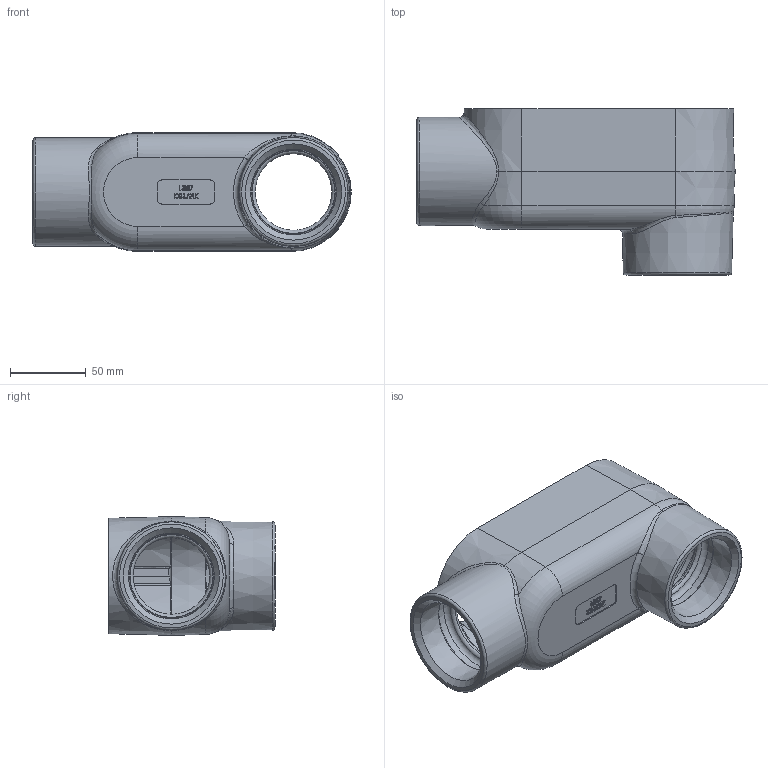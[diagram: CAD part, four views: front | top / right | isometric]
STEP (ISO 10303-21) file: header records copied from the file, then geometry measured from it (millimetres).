
FILE_DESCRIPTION(/* description */ (''),/* implementation_level */ '2;1');
FILE_NAME(/* name */ 'KIL_LB67.stp',/* time_stamp */ '2019-02-15T13:29:10+06:00',/* author */ ('avenkatesan'),/* organization */ (''),/* preprocessor_version */ 'ST-DEVELOPER v17',/* originating_system */ 'Autodesk Inventor 2018',/* authorisation */ '');
FILE_SCHEMA (('AUTOMOTIVE_DESIGN { 1 0 10303 214 3 1 1 }'));
Length unit declared in the file: inch
Products named in the file (1): 17708-2
Bounding box: 210.16 x 109.75 x 78.36 mm (x, y, z)
Volume: 279001.3 mm3; surface area: 108440.6 mm2
Topology: 1 solids, 1 shells, 879 faces, 2374 edges, 1573 vertices
Faces by surface type: plane 531, bspline 273, cylinder 33, cone 26, torus 16
Full cylindrical faces by diameter (mm): 1.181 x1, 1.41 x1, 10.35 x1, 12.7 x1, 60.477 x2, 71.438 x1
Entity records: 29983 total; most frequent: CARTESIAN_POINT 9649, ORIENTED_EDGE 4748, DIRECTION 3158, EDGE_CURVE 2374, LINE 1622, VECTOR 1622, VERTEX_POINT 1573, EDGE_LOOP 959
